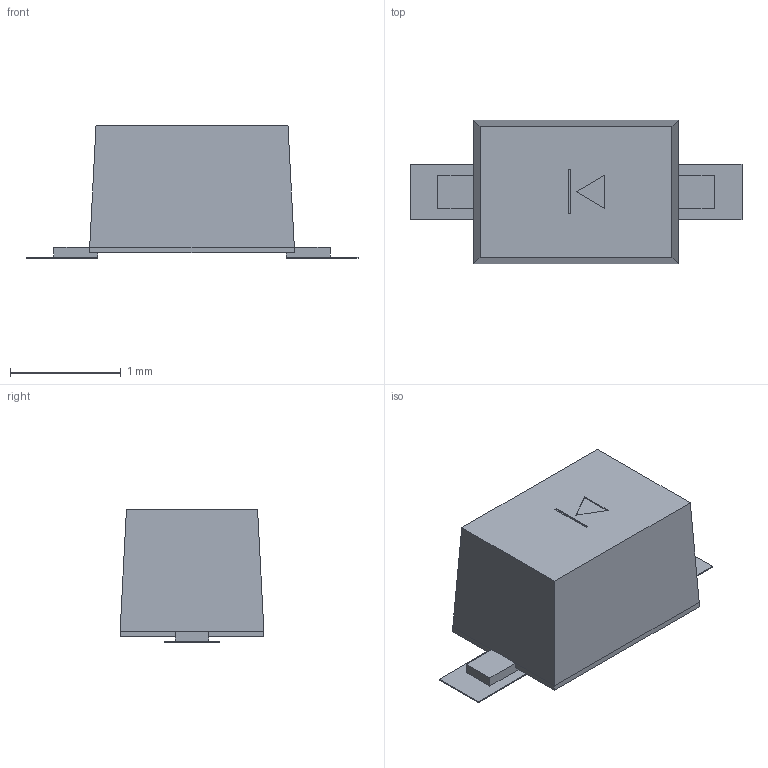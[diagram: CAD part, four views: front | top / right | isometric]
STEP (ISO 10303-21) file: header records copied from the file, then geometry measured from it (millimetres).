
FILE_DESCRIPTION(/* description */ (''),/* implementation_level */ '2;1');
FILE_NAME(/* name */ '090-0367-000_1.stp',/* time_stamp */ '2023-11-01T20:46:12+03:00',/* author */ (''),/* organization */ (''),/* preprocessor_version */ 'ST-DEVELOPER v16.7',/* originating_system */ 'SIEMENS PLM Software NX 12.0',/* authorisation */ '');
FILE_SCHEMA (('AUTOMOTIVE_DESIGN { 1 0 10303 214 3 1 1 1 }'));
Length unit declared in the file: millimetre
Products named in the file (1): 090-0367-000_1
Bounding box: 3 x 1.3 x 1.2 mm (x, y, z)
Volume: 2.6 mm3; surface area: 12.9 mm2
Topology: 1 solids, 1 shells, 41 faces, 103 edges, 66 vertices
Faces by surface type: plane 41
Entity records: 1331 total; most frequent: CARTESIAN_POINT 211, ORIENTED_EDGE 206, DIRECTION 187, EDGE_CURVE 103, LINE 103, VECTOR 103, VERTEX_POINT 66, EDGE_LOOP 43
